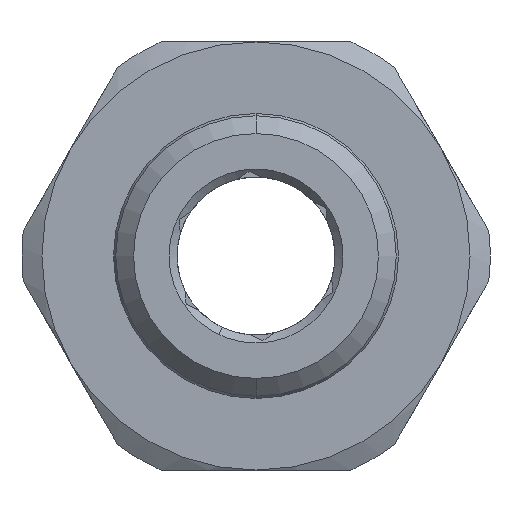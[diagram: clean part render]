
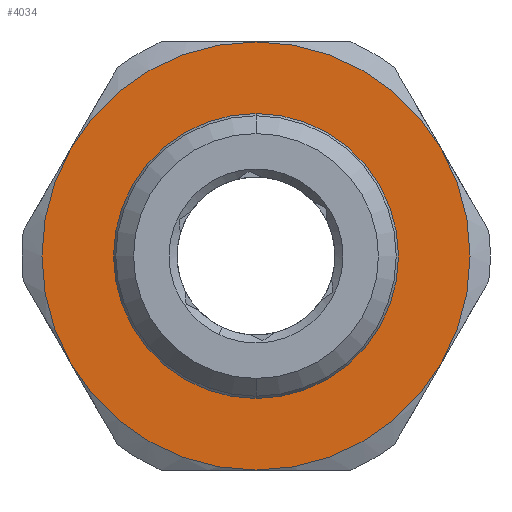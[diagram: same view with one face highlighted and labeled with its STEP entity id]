
A CAD part, left-side view. The second image highlights one B-rep face of the part: STEP entity #4034.
In plain terms, the highlighted planar face has unit normal (-1, 0, 0).
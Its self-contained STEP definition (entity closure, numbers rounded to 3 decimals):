
#103 = CARTESIAN_POINT ( 'NONE',  ( 14., 13.856, 8. ) ) ;
#118 = CARTESIAN_POINT ( 'NONE',  ( 14., 0., 16. ) ) ;
#531 = CARTESIAN_POINT ( 'NONE',  ( 14., 13.856, -8. ) ) ;
#543 = DIRECTION ( 'NONE',  ( 0., 0., -1. ) ) ;
#544 = DIRECTION ( 'NONE',  ( 1., 0., 0. ) ) ;
#545 = DIRECTION ( 'NONE',  ( 0., 0., -1. ) ) ;
#546 = CARTESIAN_POINT ( 'NONE',  ( 14., 0., 0. ) ) ;
#550 = CARTESIAN_POINT ( 'NONE',  ( 14., 0., 0. ) ) ;
#552 = DIRECTION ( 'NONE',  ( 0., 0., -1. ) ) ;
#554 = DIRECTION ( 'NONE',  ( 0., 0., -1. ) ) ;
#558 = CARTESIAN_POINT ( 'NONE',  ( 14., 0., 0. ) ) ;
#559 = DIRECTION ( 'NONE',  ( 0., 0., -1. ) ) ;
#561 = CARTESIAN_POINT ( 'NONE',  ( 14., 0., 0. ) ) ;
#562 = DIRECTION ( 'NONE',  ( 1., 0., 0. ) ) ;
#563 = DIRECTION ( 'NONE',  ( 1., 0., 0. ) ) ;
#564 = DIRECTION ( 'NONE',  ( 1., 0., 0. ) ) ;
#565 = DIRECTION ( 'NONE',  ( 1., 0., 0. ) ) ;
#566 = CARTESIAN_POINT ( 'NONE',  ( 14., 0., 0. ) ) ;
#827 = AXIS2_PLACEMENT_3D ( 'NONE', #5804, #5803, #5794 ) ;
#829 = AXIS2_PLACEMENT_3D ( 'NONE', #5807, #5802, #5806 ) ;
#830 = AXIS2_PLACEMENT_3D ( 'NONE', #566, #563, #554 ) ;
#832 = AXIS2_PLACEMENT_3D ( 'NONE', #546, #562, #543 ) ;
#833 = AXIS2_PLACEMENT_3D ( 'NONE', #550, #544, #545 ) ;
#834 = AXIS2_PLACEMENT_3D ( 'NONE', #561, #564, #559 ) ;
#835 = AXIS2_PLACEMENT_3D ( 'NONE', #558, #565, #552 ) ;
#1172 = VERTEX_POINT ( 'NONE', #5743 ) ;
#1231 = VERTEX_POINT ( 'NONE', #531 ) ;
#1320 = EDGE_CURVE ( 'NONE', #4245, #1172, #5686, .T. ) ;
#1322 = EDGE_CURVE ( 'NONE', #4280, #1231, #2209, .T. ) ;
#1323 = EDGE_CURVE ( 'NONE', #4278, #4280, #2210, .T. ) ;
#1325 = EDGE_CURVE ( 'NONE', #4289, #4278, #2212, .T. ) ;
#1326 = EDGE_CURVE ( 'NONE', #4205, #4289, #2213, .T. ) ;
#1327 = EDGE_CURVE ( 'NONE', #4198, #4205, #2214, .T. ) ;
#1328 = EDGE_CURVE ( 'NONE', #1231, #4198, #2215, .T. ) ;
#1528 = EDGE_CURVE ( 'NONE', #1172, #4245, #3324, .T. ) ;
#2209 = CIRCLE ( 'NONE', #829, 16. ) ;
#2210 = CIRCLE ( 'NONE', #830, 16. ) ;
#2212 = CIRCLE ( 'NONE', #832, 16. ) ;
#2213 = CIRCLE ( 'NONE', #833, 16. ) ;
#2214 = CIRCLE ( 'NONE', #834, 16. ) ;
#2215 = CIRCLE ( 'NONE', #835, 16. ) ;
#2393 = FACE_BOUND ( 'NONE', #4924, .T. ) ;
#2394 = FACE_OUTER_BOUND ( 'NONE', #4905, .T. ) ;
#2724 = AXIS2_PLACEMENT_3D ( 'NONE', #5236, #5237, #5238 ) ;
#2789 = AXIS2_PLACEMENT_3D ( 'NONE', #2961, #2962, #2963 ) ;
#2960 = PLANE ( 'NONE',  #2789 ) ;
#2961 = CARTESIAN_POINT ( 'NONE',  ( 14., 10.65, 0. ) ) ;
#2962 = DIRECTION ( 'NONE',  ( -1., 0., 0. ) ) ;
#2963 = DIRECTION ( 'NONE',  ( 0., 0., 1. ) ) ;
#3256 = ORIENTED_EDGE ( 'NONE', *, *, #1322, .F. ) ;
#3257 = ORIENTED_EDGE ( 'NONE', *, *, #1320, .T. ) ;
#3258 = ORIENTED_EDGE ( 'NONE', *, *, #1528, .T. ) ;
#3324 = CIRCLE ( 'NONE', #2724, 10.65 ) ;
#3913 = ORIENTED_EDGE ( 'NONE', *, *, #1327, .F. ) ;
#3915 = ORIENTED_EDGE ( 'NONE', *, *, #1328, .F. ) ;
#3916 = ORIENTED_EDGE ( 'NONE', *, *, #1326, .F. ) ;
#3917 = ORIENTED_EDGE ( 'NONE', *, *, #1325, .F. ) ;
#3918 = ORIENTED_EDGE ( 'NONE', *, *, #1323, .F. ) ;
#4034 = ADVANCED_FACE ( 'NONE', ( #2393, #2394 ), #2960, .T. ) ;
#4198 = VERTEX_POINT ( 'NONE', #103 ) ;
#4205 = VERTEX_POINT ( 'NONE', #118 ) ;
#4245 = VERTEX_POINT ( 'NONE', #5854 ) ;
#4278 = VERTEX_POINT ( 'NONE', #5897 ) ;
#4280 = VERTEX_POINT ( 'NONE', #5899 ) ;
#4289 = VERTEX_POINT ( 'NONE', #5908 ) ;
#4905 = EDGE_LOOP ( 'NONE', ( #3256, #3918, #3917, #3916, #3913, #3915 ) ) ;
#4924 = EDGE_LOOP ( 'NONE', ( #3258, #3257 ) ) ;
#5236 = CARTESIAN_POINT ( 'NONE',  ( 14., 0., 0. ) ) ;
#5237 = DIRECTION ( 'NONE',  ( 1., 0., 0. ) ) ;
#5238 = DIRECTION ( 'NONE',  ( 0., 0., -1. ) ) ;
#5686 = CIRCLE ( 'NONE', #827, 10.65 ) ;
#5743 = CARTESIAN_POINT ( 'NONE',  ( 14., 0., -10.65 ) ) ;
#5794 = DIRECTION ( 'NONE',  ( 0., 0., -1. ) ) ;
#5802 = DIRECTION ( 'NONE',  ( 1., 0., 0. ) ) ;
#5803 = DIRECTION ( 'NONE',  ( 1., 0., 0. ) ) ;
#5804 = CARTESIAN_POINT ( 'NONE',  ( 14., 0., 0. ) ) ;
#5806 = DIRECTION ( 'NONE',  ( 0., 0., -1. ) ) ;
#5807 = CARTESIAN_POINT ( 'NONE',  ( 14., 0., 0. ) ) ;
#5854 = CARTESIAN_POINT ( 'NONE',  ( 14., 0., 10.65 ) ) ;
#5897 = CARTESIAN_POINT ( 'NONE',  ( 14., -13.856, -8. ) ) ;
#5899 = CARTESIAN_POINT ( 'NONE',  ( 14., 0., -16. ) ) ;
#5908 = CARTESIAN_POINT ( 'NONE',  ( 14., -13.856, 8. ) ) ;
